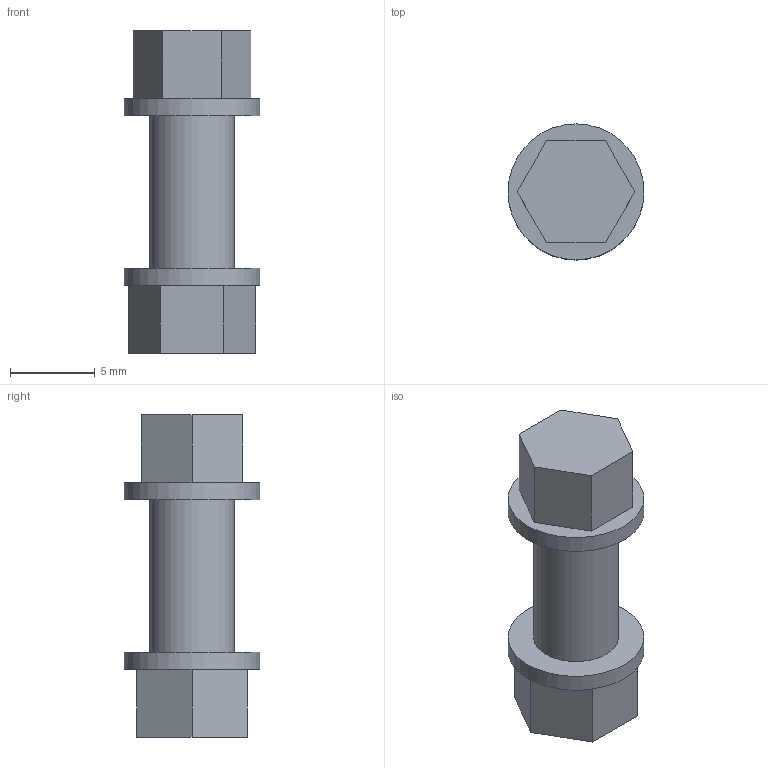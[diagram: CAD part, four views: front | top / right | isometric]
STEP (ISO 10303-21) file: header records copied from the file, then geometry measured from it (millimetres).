
FILE_DESCRIPTION( ('This file contains a STEP AP42 implementation' ,'as created by ZW3D STEP Interface translator.' ,'') ,'2;1' );
FILE_NAME( '啋匼_2_25.stp' ,'251027.114741', (''), ('ZWCAD Software Co.'), 'Version 1.0', 'ZW3D to STEP translator', '' );
FILE_SCHEMA(('AUTOMOTIVE_DESIGN { 1 0 10303 214 1 1 1 1 }'));
Length unit declared in the file: millimetre
Products named in the file (4): 0; 啋匼_2_25; 分离水箱固定螺帽.ipt; 分离水箱固定螺丝.ipt
Assembly tree (2 placements, depth 2):
  0
  啋匼_2_25
    分离水箱固定螺帽.ipt
    分离水箱固定螺丝.ipt
Bounding box: 8 x 8 x 19 mm (x, y, z)
Volume: 547.8 mm3; surface area: 681.3 mm2
Topology: 2 solids, 2 shells, 24 faces, 59 edges, 42 vertices
Faces by surface type: plane 19, cylinder 4, cone 1
Full cylindrical faces by diameter (mm): 5 x2, 8 x2
Entity records: 842 total; most frequent: DIRECTION 139, CARTESIAN_POINT 132, ORIENTED_EDGE 118, EDGE_CURVE 59, AXIS2_PLACEMENT_3D 49, VERTEX_POINT 42, VECTOR 41, LINE 41
